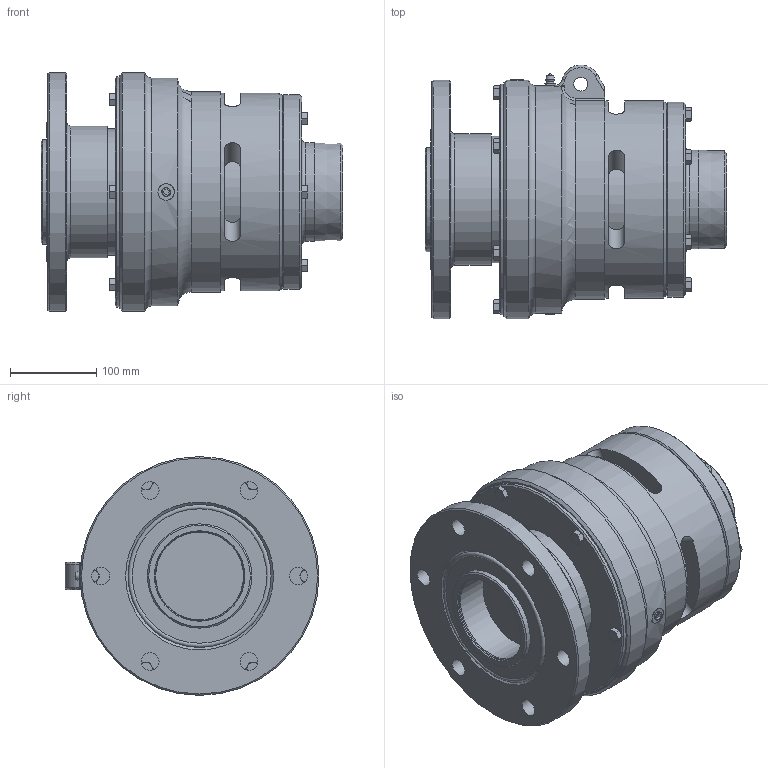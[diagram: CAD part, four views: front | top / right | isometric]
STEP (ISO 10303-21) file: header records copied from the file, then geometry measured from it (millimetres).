
FILE_DESCRIPTION(/* description */ (''),/* implementation_level */ '2;1');
FILE_NAME(/* name */ '6400-048-330-IC.stp',/* time_stamp */ '2020-05-20T15:27:16-05:00',/* author */ ('dyurkovich'),/* organization */ (''),/* preprocessor_version */ 'ST-DEVELOPER v18',/* originating_system */ 'Autodesk Inventor 2020',/* authorisation */ '');
FILE_SCHEMA (('AUTOMOTIVE_DESIGN { 1 0 10303 214 3 1 1 }'));
Products named in the file (1): 6400-048-330-IC
Bounding box: 348.83 x 293.69 x 276.2 mm (x, y, z)
Volume: 11733288.3 mm3; surface area: 540676.1 mm2
Topology: 1 solids, 21 shells, 2303 faces, 6047 edges, 3998 vertices
Faces by surface type: plane 1048, bspline 805, cylinder 298, cone 128, torus 23, sphere 1
Full cylindrical faces by diameter (mm): 5 x1, 7.798 x6, 7.95 x2, 9.525 x12, 9.855 x6, 10.287 x1, 11 x6, 11.1 x6, 14.275 x12, 15.9 x1, 19 x2, 20.6 x6, 98.4 x1, 101.6 x1, 103 x1, 114.3 x1, 120.62 x1, 146.6 x1, 152.4 x1, 165.1 x1, 225.4 x1, 228 x1, 263.5 x1, 266.4 x1, 267 x1, 276.2 x2
Entity records: 213417 total; most frequent: CARTESIAN_POINT 159682, ORIENTED_EDGE 12078, DIRECTION 9322, EDGE_CURVE 6039, VERTEX_POINT 3998, AXIS2_PLACEMENT_3D 3354, LINE 2614, VECTOR 2614
